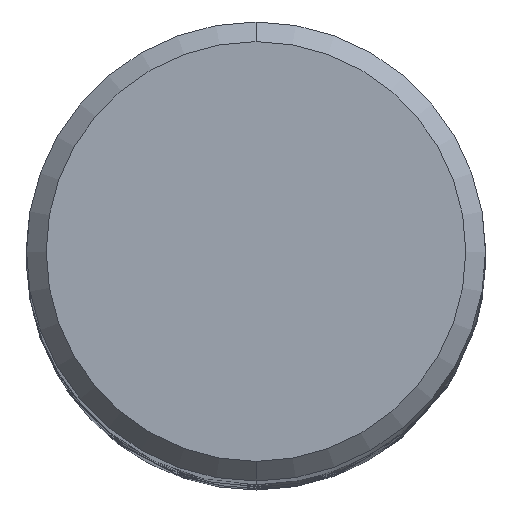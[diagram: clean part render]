
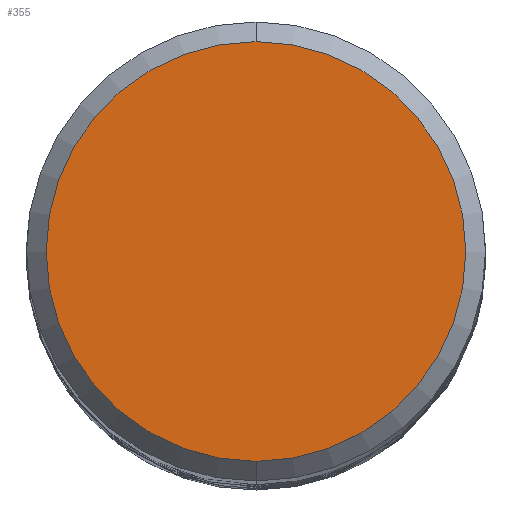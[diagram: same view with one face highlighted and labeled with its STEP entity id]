
A CAD part, top view. The second image highlights one B-rep face of the part: STEP entity #355.
In plain terms, the highlighted planar face has unit normal (0, 0, 1).
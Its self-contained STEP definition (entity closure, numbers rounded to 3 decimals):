
#277=EDGE_CURVE('',#439,#709,#754,.T.);
#355=ADVANCED_FACE('',(#840),#841,.T.);
#439=VERTEX_POINT('',#930);
#455=EDGE_CURVE('',#709,#439,#947,.T.);
#709=VERTEX_POINT('',#1225);
#754=CIRCLE('',#1295,6.4);
#840=FACE_OUTER_BOUND('',#1948,.T.);
#841=PLANE('',#1949);
#930=CARTESIAN_POINT('',(0.,-6.4,0.0));
#947=CIRCLE('',#2851,6.4);
#1225=CARTESIAN_POINT('',(0.0,6.4,0.0));
#1295=AXIS2_PLACEMENT_3D('',#7211,#7212,#7213);
#1948=EDGE_LOOP('',(#7327,#7328));
#1949=AXIS2_PLACEMENT_3D('',#7329,#7330,#7331);
#2851=AXIS2_PLACEMENT_3D('',#7411,#7412,#7413);
#7211=CARTESIAN_POINT('',(0.0,0.0,0.0));
#7212=DIRECTION('',(0.0,0.0,-1.0));
#7213=DIRECTION('',(0.0,1.0,0.0));
#7327=ORIENTED_EDGE('',*,*,#455,.F.);
#7328=ORIENTED_EDGE('',*,*,#277,.F.);
#7329=CARTESIAN_POINT('',(0.0,3.2,0.0));
#7330=DIRECTION('',(-0.0,0.0,1.0));
#7331=DIRECTION('',(0.0,-1.0,0.0));
#7411=CARTESIAN_POINT('',(0.0,0.0,0.0));
#7412=DIRECTION('',(0.0,0.0,-1.0));
#7413=DIRECTION('',(0.0,1.0,0.0));
